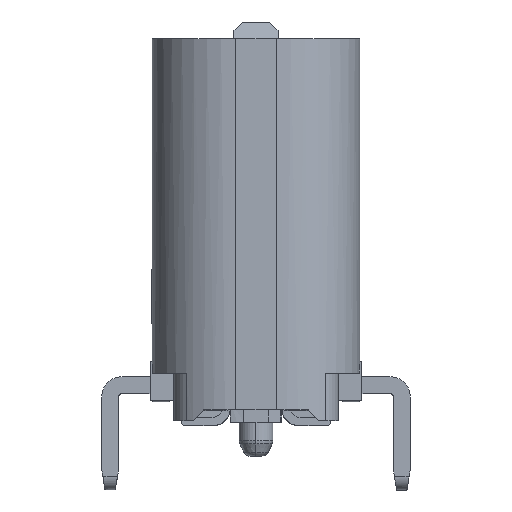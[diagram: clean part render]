
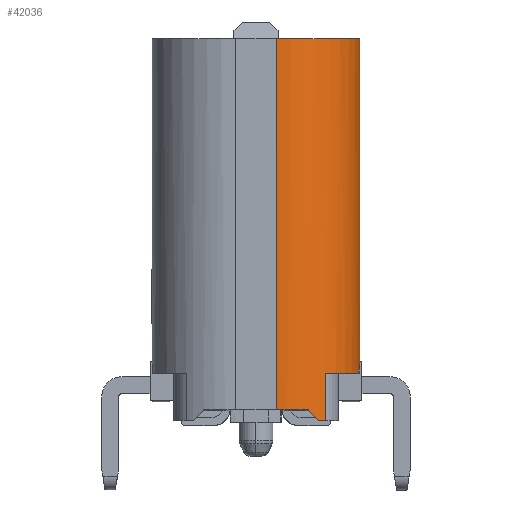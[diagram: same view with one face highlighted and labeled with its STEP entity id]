
A CAD part, left-side view. The second image highlights one B-rep face of the part: STEP entity #42036.
In plain terms, the highlighted cylindrical face has radius 1.23 mm (diameter 2.46 mm), a partial arc.
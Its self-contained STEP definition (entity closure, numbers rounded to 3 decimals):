
#412 = VECTOR ( 'NONE', #2853, 1000. ) ;
#572 = VERTEX_POINT ( 'NONE', #38939 ) ;
#718 = DIRECTION ( 'NONE',  ( 0., 0., 1. ) ) ;
#1361 = EDGE_CURVE ( 'NONE', #34113, #11241, #29999, .T. ) ;
#1410 = DIRECTION ( 'NONE',  ( 0., 1., 0. ) ) ;
#1707 = CARTESIAN_POINT ( 'NONE',  ( -63.933, 29.956, 4.313 ) ) ;
#2262 = CARTESIAN_POINT ( 'NONE',  ( -63.933, 29.956, -2.067 ) ) ;
#2342 = DIRECTION ( 'NONE',  ( 0., 1., 0. ) ) ;
#2461 = VERTEX_POINT ( 'NONE', #25638 ) ;
#2853 = DIRECTION ( 'NONE',  ( 0., 0., 1. ) ) ;
#3127 = CARTESIAN_POINT ( 'NONE',  ( -62.967, 29.451, -1.202 ) ) ;
#4410 = EDGE_CURVE ( 'NONE', #29365, #2461, #18006, .T. ) ;
#5531 = ORIENTED_EDGE ( 'NONE', *, *, #37739, .T. ) ;
#5990 = CARTESIAN_POINT ( 'NONE',  ( -63.996, 30.051, -2.067 ) ) ;
#7362 = FACE_OUTER_BOUND ( 'NONE', #20833, .T. ) ;
#7836 = ORIENTED_EDGE ( 'NONE', *, *, #37653, .T. ) ;
#7901 = DIRECTION ( 'NONE',  ( 0., 0., -1. ) ) ;
#7960 = EDGE_CURVE ( 'NONE', #2461, #25555, #40579, .T. ) ;
#8471 = VERTEX_POINT ( 'NONE', #12124 ) ;
#9518 = CARTESIAN_POINT ( 'NONE',  ( -64.077, 30.211, -1.907 ) ) ;
#10997 = DIRECTION ( 'NONE',  ( 0., 1., 0. ) ) ;
#11241 = VERTEX_POINT ( 'NONE', #41750 ) ;
#11253 = ORIENTED_EDGE ( 'NONE', *, *, #1361, .T. ) ;
#12075 = DIRECTION ( 'NONE',  ( 0., 0., 1. ) ) ;
#12118 = VECTOR ( 'NONE', #24126, 1000. ) ;
#12124 = CARTESIAN_POINT ( 'NONE',  ( -63.05, 29.456, -1.337 ) ) ;
#12485 = LINE ( 'NONE', #20547, #12118 ) ;
#13330 = CARTESIAN_POINT ( 'NONE',  ( -62.954, 29.451, -1.197 ) ) ;
#13781 = CARTESIAN_POINT ( 'NONE',  ( -63.027, 29.454, -1.257 ) ) ;
#14024 = CARTESIAN_POINT ( 'NONE',  ( -63.041, 29.455, -1.288 ) ) ;
#14107 = ORIENTED_EDGE ( 'NONE', *, *, #16387, .T. ) ;
#14993 = AXIS2_PLACEMENT_3D ( 'NONE', #39381, #28291, #17823 ) ;
#15728 = DIRECTION ( 'NONE',  ( 0., 0., 1. ) ) ;
#16387 = EDGE_CURVE ( 'NONE', #17094, #39720, #46516, .T. ) ;
#16398 = ORIENTED_EDGE ( 'NONE', *, *, #20657, .F. ) ;
#16592 = EDGE_CURVE ( 'NONE', #39720, #8471, #35312, .T. ) ;
#17094 = VERTEX_POINT ( 'NONE', #28696 ) ;
#17569 = CARTESIAN_POINT ( 'NONE',  ( -62.94, 29.451, -1.193 ) ) ;
#17823 = DIRECTION ( 'NONE',  ( 0., 1., 0. ) ) ;
#18006 =( BOUNDED_CURVE ( )  B_SPLINE_CURVE ( 3, ( #9518, #24032, #38457, #5990 ),
 .UNSPECIFIED., .F., .F. ) 
 B_SPLINE_CURVE_WITH_KNOTS ( ( 4, 4 ),
 ( 5.104, 5.25 ),
 .UNSPECIFIED. ) 
 CURVE ( )  GEOMETRIC_REPRESENTATION_ITEM ( )  RATIONAL_B_SPLINE_CURVE ( ( 1., 0.998, 0.998, 1. ) ) 
 REPRESENTATION_ITEM ( '' )  );
#19344 = ORIENTED_EDGE ( 'NONE', *, *, #39781, .T. ) ;
#19633 = CARTESIAN_POINT ( 'NONE',  ( -62.94, 30.681, -2.067 ) ) ;
#20059 = ORIENTED_EDGE ( 'NONE', *, *, #37105, .T. ) ;
#20547 = CARTESIAN_POINT ( 'NONE',  ( -62.94, 29.451, 4.313 ) ) ;
#20560 = VECTOR ( 'NONE', #7901, 1000. ) ;
#20657 = EDGE_CURVE ( 'NONE', #34113, #42604, #26150, .T. ) ;
#20667 = CARTESIAN_POINT ( 'NONE',  ( -63.047, 29.456, -1.303 ) ) ;
#20833 = EDGE_LOOP ( 'NONE', ( #7836, #20059, #16398, #11253, #5531, #23936, #32051, #19344, #14107, #46004 ) ) ;
#20874 = CARTESIAN_POINT ( 'NONE',  ( -63.05, 29.456, 4.313 ) ) ;
#21164 = CARTESIAN_POINT ( 'NONE',  ( -62.994, 29.452, -1.219 ) ) ;
#22697 = CARTESIAN_POINT ( 'NONE',  ( -62.94, 29.451, 3.563 ) ) ;
#23911 = AXIS2_PLACEMENT_3D ( 'NONE', #37663, #12075, #1410 ) ;
#23936 = ORIENTED_EDGE ( 'NONE', *, *, #4410, .T. ) ;
#24032 = CARTESIAN_POINT ( 'NONE',  ( -64.054, 30.156, -1.962 ) ) ;
#24126 = DIRECTION ( 'NONE',  ( 0., 0., 1. ) ) ;
#24258 = CARTESIAN_POINT ( 'NONE',  ( -63.05, 29.456, -1.32 ) ) ;
#24337 = CIRCLE ( 'NONE', #31845, 1.23 ) ;
#25555 = VERTEX_POINT ( 'NONE', #2262 ) ;
#25638 = CARTESIAN_POINT ( 'NONE',  ( -63.996, 30.051, -2.067 ) ) ;
#25928 = CARTESIAN_POINT ( 'NONE',  ( -64.077, 30.211, -1.907 ) ) ;
#26150 = CIRCLE ( 'NONE', #23911, 1.23 ) ;
#26405 = LINE ( 'NONE', #1707, #29034 ) ;
#28267 = CARTESIAN_POINT ( 'NONE',  ( -63.017, 29.454, -1.244 ) ) ;
#28291 = DIRECTION ( 'NONE',  ( 0., 0., -1. ) ) ;
#28696 = CARTESIAN_POINT ( 'NONE',  ( -63.933, 29.956, -1.367 ) ) ;
#29034 = VECTOR ( 'NONE', #15728, 1000. ) ;
#29309 = CARTESIAN_POINT ( 'NONE',  ( -64.17, 30.681, 4.313 ) ) ;
#29365 = VERTEX_POINT ( 'NONE', #25928 ) ;
#29999 = LINE ( 'NONE', #29309, #20560 ) ;
#31093 = CARTESIAN_POINT ( 'NONE',  ( -63.05, 29.456, -1.367 ) ) ;
#31845 = AXIS2_PLACEMENT_3D ( 'NONE', #40519, #718, #44302 ) ;
#32028 = CARTESIAN_POINT ( 'NONE',  ( -63.036, 29.455, -1.272 ) ) ;
#32051 = ORIENTED_EDGE ( 'NONE', *, *, #7960, .T. ) ;
#33867 = DIRECTION ( 'NONE',  ( 0., 0., 1. ) ) ;
#34113 = VERTEX_POINT ( 'NONE', #45252 ) ;
#35312 = LINE ( 'NONE', #20874, #412 ) ;
#35829 = CARTESIAN_POINT ( 'NONE',  ( -63.006, 29.453, -1.231 ) ) ;
#37105 = EDGE_CURVE ( 'NONE', #572, #42604, #12485, .T. ) ;
#37653 = EDGE_CURVE ( 'NONE', #8471, #572, #38319, .T. ) ;
#37663 = CARTESIAN_POINT ( 'NONE',  ( -62.94, 30.681, 3.563 ) ) ;
#37739 = EDGE_CURVE ( 'NONE', #11241, #29365, #24337, .T. ) ;
#38319 = B_SPLINE_CURVE_WITH_KNOTS ( 'NONE', 3,
 ( #46232, #24258, #20667, #14024, #32028, #13781, #28267, #35829, #21164, #42925, #3127, #13330, #17569 ),
 .UNSPECIFIED., .F., .F.,
 ( 4, 3, 3, 3, 4 ),
 ( 0., 0., 0., 0., 0. ),
 .UNSPECIFIED. ) ;
#38457 = CARTESIAN_POINT ( 'NONE',  ( -64.027, 30.103, -2.016 ) ) ;
#38939 = CARTESIAN_POINT ( 'NONE',  ( -62.94, 29.451, -1.193 ) ) ;
#39381 = CARTESIAN_POINT ( 'NONE',  ( -62.94, 30.681, 4.313 ) ) ;
#39720 = VERTEX_POINT ( 'NONE', #31093 ) ;
#39781 = EDGE_CURVE ( 'NONE', #25555, #17094, #26405, .T. ) ;
#40519 = CARTESIAN_POINT ( 'NONE',  ( -62.94, 30.681, -1.907 ) ) ;
#40579 = CIRCLE ( 'NONE', #46641, 1.23 ) ;
#41750 = CARTESIAN_POINT ( 'NONE',  ( -64.17, 30.681, -1.907 ) ) ;
#42036 = ADVANCED_FACE ( 'NONE', ( #7362 ), #43397, .T. ) ;
#42604 = VERTEX_POINT ( 'NONE', #22697 ) ;
#42925 = CARTESIAN_POINT ( 'NONE',  ( -62.979, 29.452, -1.21 ) ) ;
#43397 = CYLINDRICAL_SURFACE ( 'NONE', #14993, 1.23 ) ;
#43446 = DIRECTION ( 'NONE',  ( 0., 0., 1. ) ) ;
#43509 = AXIS2_PLACEMENT_3D ( 'NONE', #46541, #43446, #10997 ) ;
#44302 = DIRECTION ( 'NONE',  ( 0., 1., 0. ) ) ;
#45252 = CARTESIAN_POINT ( 'NONE',  ( -64.17, 30.681, 3.563 ) ) ;
#46004 = ORIENTED_EDGE ( 'NONE', *, *, #16592, .T. ) ;
#46232 = CARTESIAN_POINT ( 'NONE',  ( -63.05, 29.456, -1.337 ) ) ;
#46516 = CIRCLE ( 'NONE', #43509, 1.23 ) ;
#46541 = CARTESIAN_POINT ( 'NONE',  ( -62.94, 30.681, -1.367 ) ) ;
#46641 = AXIS2_PLACEMENT_3D ( 'NONE', #19633, #33867, #2342 ) ;
